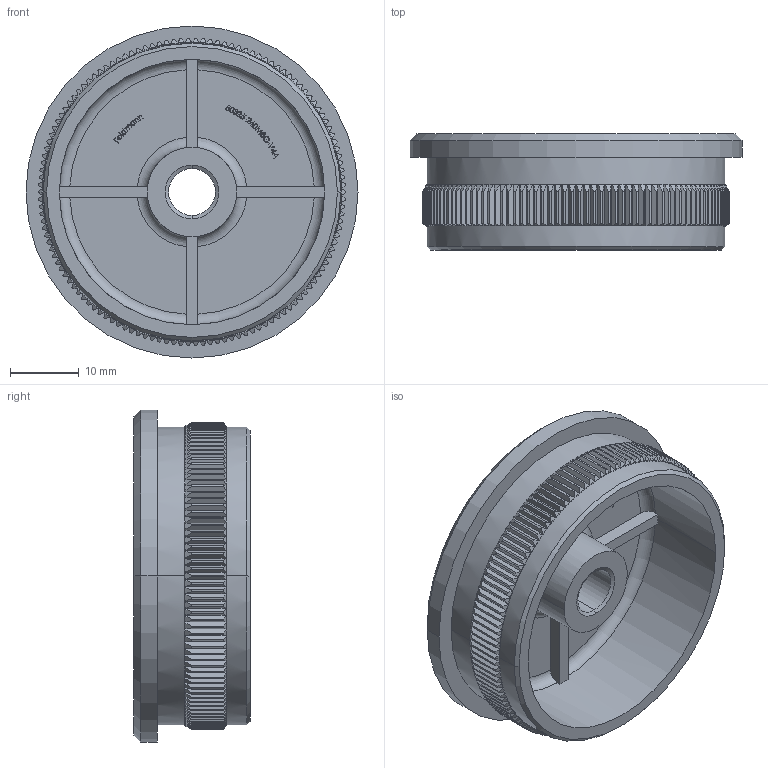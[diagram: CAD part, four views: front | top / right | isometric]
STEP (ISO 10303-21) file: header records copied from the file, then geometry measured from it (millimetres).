
FILE_DESCRIPTION (( 'STEP AP203' ), '1' );
FILE_NAME ('50325-240M8G-V4A.step', '2018-10-25T11:59:25', ( '' ), ( '' ), 'SwSTEP 2.0', 'SolidWorks 2015', '' );
FILE_SCHEMA (( 'CONFIG_CONTROL_DESIGN' ));
Length unit declared in the file: millimetre
Products named in the file (1): 50325-240M8G-V4A
Bounding box: 48.3 x 16.9 x 48.3 mm (x, y, z)
Volume: 11030.6 mm3; surface area: 8823.4 mm2
Topology: 1 solids, 1 shells, 1279 faces, 3194 edges, 1953 vertices
Faces by surface type: plane 724, cone 270, cylinder 143, bspline 134, torus 8
Entity records: 45842 total; most frequent: CARTESIAN_POINT 16781, ORIENTED_EDGE 6388, DIRECTION 5523, EDGE_CURVE 3194, AXIS2_PLACEMENT_3D 1987, VERTEX_POINT 1953, VECTOR 1549, LINE 1549
